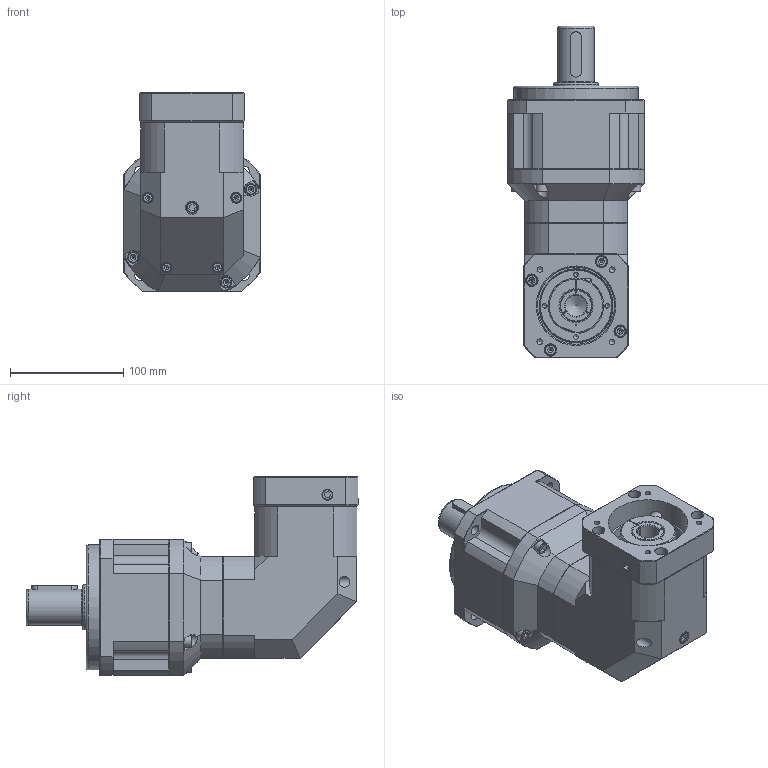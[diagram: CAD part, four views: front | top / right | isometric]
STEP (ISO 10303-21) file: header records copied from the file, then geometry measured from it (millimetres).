
FILE_DESCRIPTION((''),'2;1');
FILE_NAME('PBL120S-H-2.stp','2014-03-11T12:06:28',('young'),(''),'Autodesk Inventor 2012','Autodesk Inventor 2012','');
FILE_SCHEMA(('AUTOMOTIVE_DESIGN { 1 0 10303 214 1 1 1 1 }'));
Length unit declared in the file: millimetre
Products named in the file (1): PBL120S-H-2
Bounding box: 120 x 292.6 x 175.3 mm (x, y, z)
Volume: 2246384.1 mm3; surface area: 294133.2 mm2
Topology: 27 solids, 28 shells, 828 faces, 1957 edges, 1251 vertices
Faces by surface type: plane 473, cylinder 187, cone 122, torus 24, bspline 22
Full cylindrical faces by diameter (mm): 4 x4, 4.2 x4, 5 x16, 5.1 x1, 5.5 x4, 6 x13, 6.5 x5, 6.8 x4, 8.433 x2, 8.5 x5, 9 x4, 9.5 x7, 10 x9, 11 x4, 12 x1, 17 x1, 19 x1, 28.4 x1, 29.8 x1, 30 x1, 32 x1, 39 x1, 39.8 x1, 40 x1, 43 x1, 45 x2, 47 x1, 55 x2, 62 x3, 63.92 x18
Entity records: 29118 total; most frequent: CARTESIAN_POINT 11432, DIRECTION 3577, ORIENTED_EDGE 3340, EDGE_CURVE 1670, AXIS2_PLACEMENT_3D 1357, VERTEX_POINT 1196, EDGE_LOOP 1142, VECTOR 863
